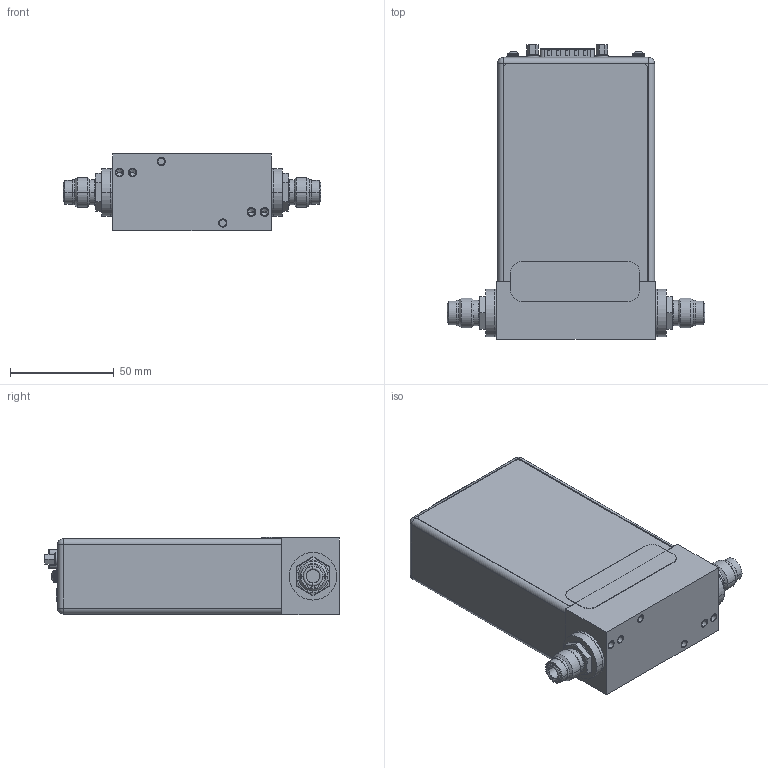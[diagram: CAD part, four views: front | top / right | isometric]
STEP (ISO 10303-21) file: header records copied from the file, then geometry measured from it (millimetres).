
FILE_DESCRIPTION((''),'2;1');
FILE_NAME('ASM0001_ASM','2014-10-23T',('CockrofM'),(''),'PRO/ENGINEER BY PARAMETRIC TECHNOLOGY CORPORATION, 2011490','PRO/ENGINEER BY PARAMETRIC TECHNOLOGY CORPORATION, 2011490','');
FILE_SCHEMA(('CONFIG_CONTROL_DESIGN'));
Length unit declared in the file: inch
Products named in the file (27): PRT0001; PRT0002; PRT0003; PRT0004; PRT0005; PRT0006; ASM0006_ASM; ASM0005_ASM; ASM0004_ASM; PRT0007; PRT0008; PRT0009; ASM0003_ASM; ASM0008_ASM; ASM0007_ASM; PRT0010; PRT0011; PRT0012; PRT0013; PRT0014; PRT0015; PRT0016; PRT0017; PRT0018; ASM0002_ASM; 1038688_CONN_RJ45; ASM0001_ASM
Assembly tree (40 placements, depth 7):
  ASM0001_ASM
    ASM0002_ASM
      PRT0001
      PRT0002
      PRT0003  x2
      ASM0003_ASM
        PRT0004
        ASM0004_ASM
          ASM0005_ASM  x2
            ASM0006_ASM
              PRT0005  x10
              PRT0006
        PRT0007
        PRT0008
        PRT0009
      ASM0007_ASM
        ASM0008_ASM
      PRT0010  x2
      PRT0011  x2
      PRT0012  x2
      PRT0013
      PRT0014
      PRT0015
      PRT0016
      PRT0017
      PRT0018
    1038688_CONN_RJ45
Bounding box: 123.95 x 141.83 x 37.08 mm (x, y, z)
Volume: 106508.2 mm3; surface area: 117923.5 mm2
Topology: 43 solids, 51 shells, 2689 faces, 7196 edges, 4699 vertices
Faces by surface type: plane 1886, cylinder 615, extrusion 72, cone 64, torus 39, sphere 8, bspline 5
Entity records: 41975 total; most frequent: CARTESIAN_POINT 8914, DIRECTION 6739, ORIENTED_EDGE 6648, EDGE_CURVE 3338, VECTOR 2489, LINE 2437, VERTEX_POINT 2172, AXIS2_PLACEMENT_3D 2125
